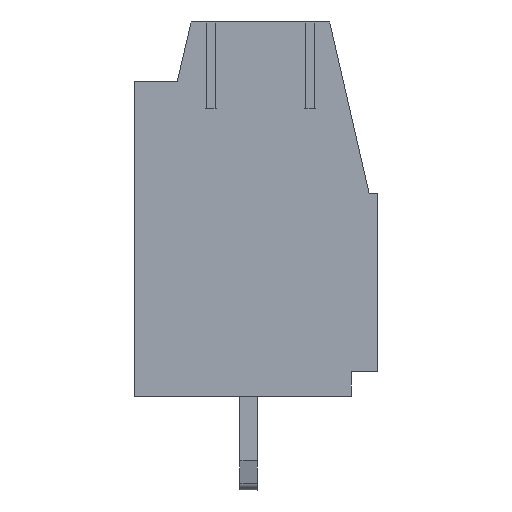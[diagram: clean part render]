
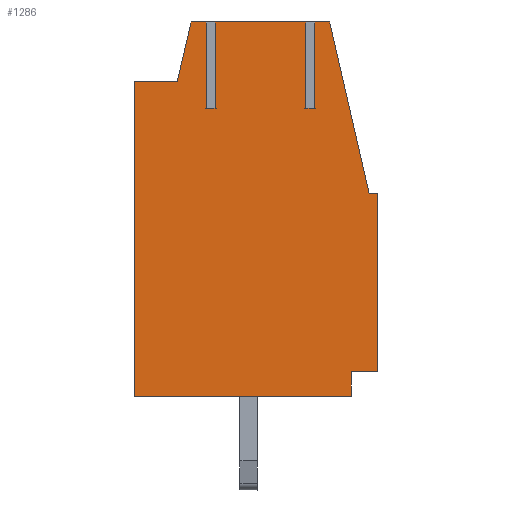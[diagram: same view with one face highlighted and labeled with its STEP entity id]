
A CAD part, left-side view. The second image highlights one B-rep face of the part: STEP entity #1286.
In plain terms, the highlighted planar face has unit normal (-1, 0, 0).
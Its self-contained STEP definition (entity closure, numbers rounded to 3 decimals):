
#1138=AXIS2_PLACEMENT_3D('Plane Axis2P3D',#1135,#1136,#1137) ;
#1135=CARTESIAN_POINT('Axis2P3D Location',(0.,8.3,0.)) ;
#1140=CARTESIAN_POINT('Line Origine',(0.,4.,16.)) ;
#1144=CARTESIAN_POINT('Vertex',(0.,2.45,16.)) ;
#1146=CARTESIAN_POINT('Vertex',(0.,5.55,16.)) ;
#1149=CARTESIAN_POINT('Line Origine',(0.,5.55,14.525)) ;
#1153=CARTESIAN_POINT('Vertex',(0.,5.55,13.05)) ;
#1156=CARTESIAN_POINT('Line Origine',(0.,5.7,13.05)) ;
#1160=CARTESIAN_POINT('Vertex',(0.,5.85,13.05)) ;
#1163=CARTESIAN_POINT('Line Origine',(0.,5.85,14.525)) ;
#1167=CARTESIAN_POINT('Vertex',(0.,5.85,16.)) ;
#1170=CARTESIAN_POINT('Line Origine',(0.,6.11,16.)) ;
#1174=CARTESIAN_POINT('Vertex',(0.,6.37,16.)) ;
#1177=CARTESIAN_POINT('Line Origine',(0.,6.607,14.975)) ;
#1181=CARTESIAN_POINT('Vertex',(0.,6.844,13.95)) ;
#1184=CARTESIAN_POINT('Line Origine',(0.,7.572,13.95)) ;
#1188=CARTESIAN_POINT('Vertex',(0.,8.3,13.95)) ;
#1191=CARTESIAN_POINT('Line Origine',(0.,8.3,8.575)) ;
#1195=CARTESIAN_POINT('Vertex',(0.,8.3,3.2)) ;
#1198=CARTESIAN_POINT('Line Origine',(0.,4.6,3.2)) ;
#1202=CARTESIAN_POINT('Vertex',(0.,0.9,3.2)) ;
#1205=CARTESIAN_POINT('Line Origine',(0.,0.9,3.626)) ;
#1209=CARTESIAN_POINT('Vertex',(0.,0.9,4.052)) ;
#1212=CARTESIAN_POINT('Line Origine',(0.,0.45,4.052)) ;
#1216=CARTESIAN_POINT('Vertex',(0.,0.,4.052)) ;
#1219=CARTESIAN_POINT('Line Origine',(0.,0.,7.101)) ;
#1223=CARTESIAN_POINT('Vertex',(0.,0.,10.15)) ;
#1226=CARTESIAN_POINT('Line Origine',(0.,0.14,10.15)) ;
#1230=CARTESIAN_POINT('Vertex',(0.,0.28,10.15)) ;
#1233=CARTESIAN_POINT('Line Origine',(0.,0.956,13.075)) ;
#1237=CARTESIAN_POINT('Vertex',(0.,1.631,16.)) ;
#1240=CARTESIAN_POINT('Line Origine',(0.,1.89,16.)) ;
#1244=CARTESIAN_POINT('Vertex',(0.,2.15,16.)) ;
#1247=CARTESIAN_POINT('Line Origine',(0.,2.15,14.525)) ;
#1251=CARTESIAN_POINT('Vertex',(0.,2.15,13.05)) ;
#1254=CARTESIAN_POINT('Line Origine',(0.,2.3,13.05)) ;
#1258=CARTESIAN_POINT('Vertex',(0.,2.45,13.05)) ;
#1261=CARTESIAN_POINT('Line Origine',(0.,2.45,14.525)) ;
#1136=DIRECTION('Axis2P3D Direction',(-1.,0.,0.)) ;
#1137=DIRECTION('Axis2P3D XDirection',(0.,-1.,0.)) ;
#1141=DIRECTION('Vector Direction',(0.,1.,0.)) ;
#1150=DIRECTION('Vector Direction',(0.,0.,-1.)) ;
#1157=DIRECTION('Vector Direction',(0.,1.,0.)) ;
#1164=DIRECTION('Vector Direction',(0.,0.,-1.)) ;
#1171=DIRECTION('Vector Direction',(0.,1.,0.)) ;
#1178=DIRECTION('Vector Direction',(0.,0.225,-0.974)) ;
#1185=DIRECTION('Vector Direction',(0.,1.,0.)) ;
#1192=DIRECTION('Vector Direction',(0.,0.,-1.)) ;
#1199=DIRECTION('Vector Direction',(0.,-1.,0.)) ;
#1206=DIRECTION('Vector Direction',(0.,0.,1.)) ;
#1213=DIRECTION('Vector Direction',(0.,-1.,0.)) ;
#1220=DIRECTION('Vector Direction',(0.,0.,1.)) ;
#1227=DIRECTION('Vector Direction',(0.,1.,0.)) ;
#1234=DIRECTION('Vector Direction',(0.,0.225,0.974)) ;
#1241=DIRECTION('Vector Direction',(0.,1.,0.)) ;
#1248=DIRECTION('Vector Direction',(0.,0.,-1.)) ;
#1255=DIRECTION('Vector Direction',(0.,1.,0.)) ;
#1262=DIRECTION('Vector Direction',(0.,0.,-1.)) ;
#1142=VECTOR('Line Direction',#1141,1.) ;
#1151=VECTOR('Line Direction',#1150,1.) ;
#1158=VECTOR('Line Direction',#1157,1.) ;
#1165=VECTOR('Line Direction',#1164,1.) ;
#1172=VECTOR('Line Direction',#1171,1.) ;
#1179=VECTOR('Line Direction',#1178,1.) ;
#1186=VECTOR('Line Direction',#1185,1.) ;
#1193=VECTOR('Line Direction',#1192,1.) ;
#1200=VECTOR('Line Direction',#1199,1.) ;
#1207=VECTOR('Line Direction',#1206,1.) ;
#1214=VECTOR('Line Direction',#1213,1.) ;
#1221=VECTOR('Line Direction',#1220,1.) ;
#1228=VECTOR('Line Direction',#1227,1.) ;
#1235=VECTOR('Line Direction',#1234,1.) ;
#1242=VECTOR('Line Direction',#1241,1.) ;
#1249=VECTOR('Line Direction',#1248,1.) ;
#1256=VECTOR('Line Direction',#1255,1.) ;
#1263=VECTOR('Line Direction',#1262,1.) ;
#1267=ORIENTED_EDGE('',*,*,#1148,.T.) ;
#1268=ORIENTED_EDGE('',*,*,#1155,.T.) ;
#1269=ORIENTED_EDGE('',*,*,#1162,.T.) ;
#1270=ORIENTED_EDGE('',*,*,#1169,.F.) ;
#1271=ORIENTED_EDGE('',*,*,#1176,.T.) ;
#1272=ORIENTED_EDGE('',*,*,#1183,.T.) ;
#1273=ORIENTED_EDGE('',*,*,#1190,.T.) ;
#1274=ORIENTED_EDGE('',*,*,#1197,.T.) ;
#1275=ORIENTED_EDGE('',*,*,#1204,.T.) ;
#1276=ORIENTED_EDGE('',*,*,#1211,.T.) ;
#1277=ORIENTED_EDGE('',*,*,#1218,.T.) ;
#1278=ORIENTED_EDGE('',*,*,#1225,.T.) ;
#1279=ORIENTED_EDGE('',*,*,#1232,.T.) ;
#1280=ORIENTED_EDGE('',*,*,#1239,.T.) ;
#1281=ORIENTED_EDGE('',*,*,#1246,.T.) ;
#1282=ORIENTED_EDGE('',*,*,#1253,.T.) ;
#1283=ORIENTED_EDGE('',*,*,#1260,.T.) ;
#1284=ORIENTED_EDGE('',*,*,#1265,.F.) ;
#1286=ADVANCED_FACE('2_Pole_Body',(#1285),#1139,.T.) ;
#1148=EDGE_CURVE('',#1145,#1147,#1143,.T.) ;
#1155=EDGE_CURVE('',#1147,#1154,#1152,.T.) ;
#1162=EDGE_CURVE('',#1154,#1161,#1159,.T.) ;
#1169=EDGE_CURVE('',#1168,#1161,#1166,.T.) ;
#1176=EDGE_CURVE('',#1168,#1175,#1173,.T.) ;
#1183=EDGE_CURVE('',#1175,#1182,#1180,.T.) ;
#1190=EDGE_CURVE('',#1182,#1189,#1187,.T.) ;
#1197=EDGE_CURVE('',#1189,#1196,#1194,.T.) ;
#1204=EDGE_CURVE('',#1196,#1203,#1201,.T.) ;
#1211=EDGE_CURVE('',#1203,#1210,#1208,.T.) ;
#1218=EDGE_CURVE('',#1210,#1217,#1215,.T.) ;
#1225=EDGE_CURVE('',#1217,#1224,#1222,.T.) ;
#1232=EDGE_CURVE('',#1224,#1231,#1229,.T.) ;
#1239=EDGE_CURVE('',#1231,#1238,#1236,.T.) ;
#1246=EDGE_CURVE('',#1238,#1245,#1243,.T.) ;
#1253=EDGE_CURVE('',#1245,#1252,#1250,.T.) ;
#1260=EDGE_CURVE('',#1252,#1259,#1257,.T.) ;
#1265=EDGE_CURVE('',#1145,#1259,#1264,.T.) ;
#1266=EDGE_LOOP('',(#1267,#1268,#1269,#1270,#1271,#1272,#1273,#1274,#1275,#1276,#1277,#1278,#1279,#1280,#1281,#1282,#1283,#1284)) ;
#1285=FACE_OUTER_BOUND('',#1266,.T.) ;
#1143=LINE('Line',#1140,#1142) ;
#1152=LINE('Line',#1149,#1151) ;
#1159=LINE('Line',#1156,#1158) ;
#1166=LINE('Line',#1163,#1165) ;
#1173=LINE('Line',#1170,#1172) ;
#1180=LINE('Line',#1177,#1179) ;
#1187=LINE('Line',#1184,#1186) ;
#1194=LINE('Line',#1191,#1193) ;
#1201=LINE('Line',#1198,#1200) ;
#1208=LINE('Line',#1205,#1207) ;
#1215=LINE('Line',#1212,#1214) ;
#1222=LINE('Line',#1219,#1221) ;
#1229=LINE('Line',#1226,#1228) ;
#1236=LINE('Line',#1233,#1235) ;
#1243=LINE('Line',#1240,#1242) ;
#1250=LINE('Line',#1247,#1249) ;
#1257=LINE('Line',#1254,#1256) ;
#1264=LINE('Line',#1261,#1263) ;
#1139=PLANE('',#1138) ;
#1145=VERTEX_POINT('',#1144) ;
#1147=VERTEX_POINT('',#1146) ;
#1154=VERTEX_POINT('',#1153) ;
#1161=VERTEX_POINT('',#1160) ;
#1168=VERTEX_POINT('',#1167) ;
#1175=VERTEX_POINT('',#1174) ;
#1182=VERTEX_POINT('',#1181) ;
#1189=VERTEX_POINT('',#1188) ;
#1196=VERTEX_POINT('',#1195) ;
#1203=VERTEX_POINT('',#1202) ;
#1210=VERTEX_POINT('',#1209) ;
#1217=VERTEX_POINT('',#1216) ;
#1224=VERTEX_POINT('',#1223) ;
#1231=VERTEX_POINT('',#1230) ;
#1238=VERTEX_POINT('',#1237) ;
#1245=VERTEX_POINT('',#1244) ;
#1252=VERTEX_POINT('',#1251) ;
#1259=VERTEX_POINT('',#1258) ;
